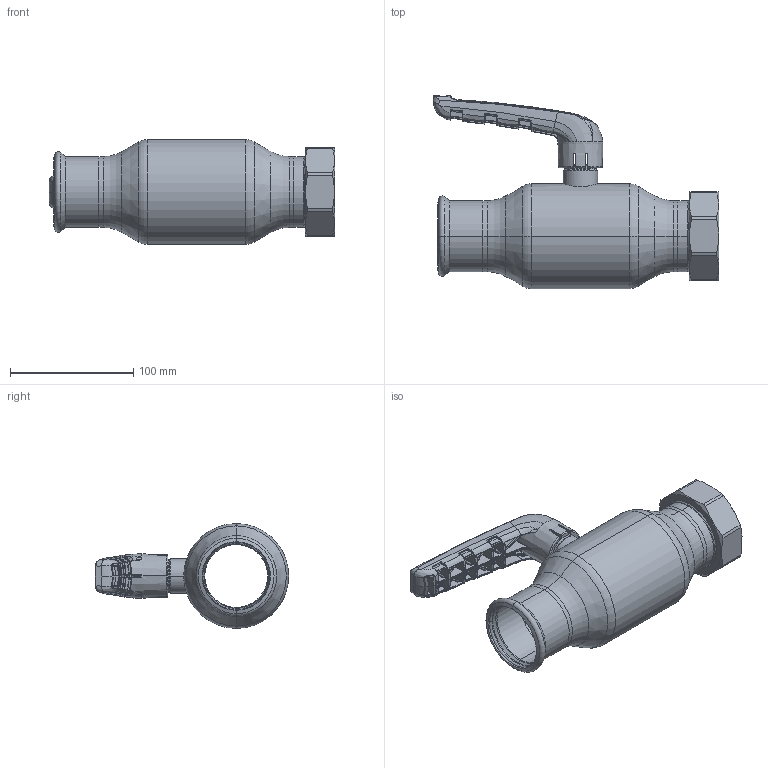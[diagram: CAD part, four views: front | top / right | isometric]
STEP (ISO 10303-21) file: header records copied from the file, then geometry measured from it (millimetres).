
FILE_DESCRIPTION (( 'STEP AP214' ), '1' );
FILE_NAME ('2050001400-xxxx.step', '2019-05-10T06:49:31', ( '' ), ( '' ), 'SwSTEP 2.0', 'SolidWorks 2017', '' );
FILE_SCHEMA (( 'AUTOMOTIVE_DESIGN' ));
Length unit declared in the file: millimetre
Products named in the file (1): 2050001400-xxxx
Bounding box: 231.55 x 156.71 x 85 mm (x, y, z)
Surface area: 104913.1 mm2 (no closed solid volume)
Topology: 0 solids, 11 shells, 837 faces, 2714 edges, 1739 vertices
Faces by surface type: bspline 665, plane 55, cylinder 46, cone 36, torus 27, sphere 8
Entity records: 61842 total; most frequent: CARTESIAN_POINT 35314, ORIENTED_EDGE 4340, EDGE_CURVE 2698, DIRECTION 1877, B_SPLINE_CURVE_WITH_KNOTS 1831, VERTEX_POINT 1739, EDGE_LOOP 847, AXIS2_PLACEMENT_3D 843
